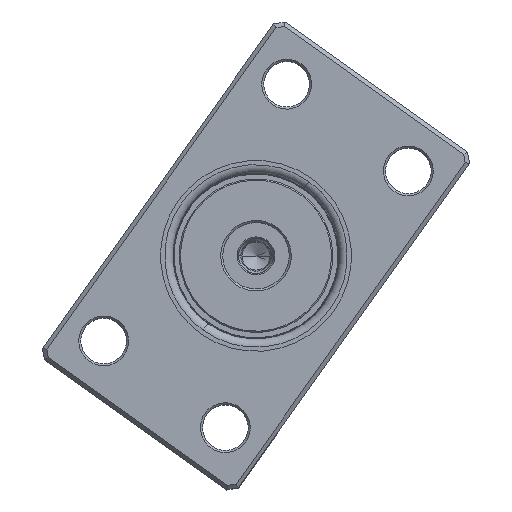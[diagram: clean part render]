
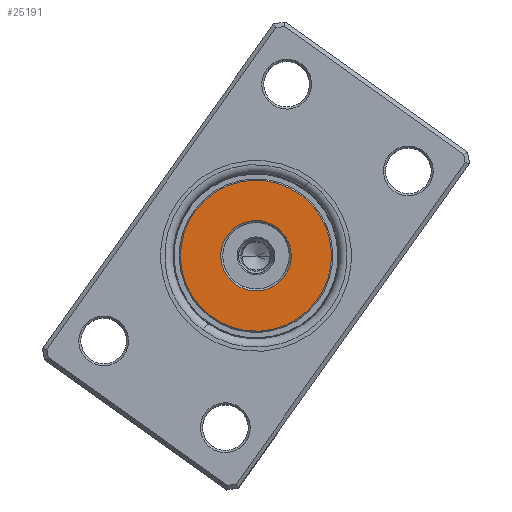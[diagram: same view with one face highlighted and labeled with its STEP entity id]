
A CAD part, top view. The second image highlights one B-rep face of the part: STEP entity #25191.
In plain terms, the highlighted face is planar.
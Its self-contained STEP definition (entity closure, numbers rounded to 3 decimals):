
#1035 = FACE_BOUND ( 'NONE', #19175, .T. ) ;
#1305 = CARTESIAN_POINT ( 'NONE',  ( 0., 0., 0. ) ) ;
#5445 = DIRECTION ( 'NONE',  ( 0., 0., 1. ) ) ;
#6735 = EDGE_CURVE ( 'NONE', #39139, #45771, #14942, .T. ) ;
#7030 = CARTESIAN_POINT ( 'NONE',  ( 0., 0., 0. ) ) ;
#7891 = EDGE_LOOP ( 'NONE', ( #11427, #11834 ) ) ;
#9540 = ORIENTED_EDGE ( 'NONE', *, *, #6735, .T. ) ;
#11427 = ORIENTED_EDGE ( 'NONE', *, *, #44857, .T. ) ;
#11834 = ORIENTED_EDGE ( 'NONE', *, *, #41413, .T. ) ;
#13857 = CARTESIAN_POINT ( 'NONE',  ( 0., 0., 0. ) ) ;
#14942 = CIRCLE ( 'NONE', #21363, 8.5 ) ;
#15410 = DIRECTION ( 'NONE',  ( 0., 0., -1. ) ) ;
#17953 = DIRECTION ( 'NONE',  ( 1., 0., 0. ) ) ;
#19053 = AXIS2_PLACEMENT_3D ( 'NONE', #7030, #48660, #23959 ) ;
#19175 = EDGE_LOOP ( 'NONE', ( #9540, #43425 ) ) ;
#19680 = CARTESIAN_POINT ( 'NONE',  ( 18.2, 0., 0. ) ) ;
#20060 = CIRCLE ( 'NONE', #37454, 18.2 ) ;
#20327 = FACE_OUTER_BOUND ( 'NONE', #7891, .T. ) ;
#21363 = AXIS2_PLACEMENT_3D ( 'NONE', #13857, #50643, #34045 ) ;
#22371 = DIRECTION ( 'NONE',  ( 1., 0., 0. ) ) ;
#23105 = AXIS2_PLACEMENT_3D ( 'NONE', #1305, #5445, #22371 ) ;
#23518 = CARTESIAN_POINT ( 'NONE',  ( 0., 0., 0. ) ) ;
#23959 = DIRECTION ( 'NONE',  ( 1., 0., 0. ) ) ;
#24055 = DIRECTION ( 'NONE',  ( 1., 0., 0. ) ) ;
#24885 = VERTEX_POINT ( 'NONE', #19680 ) ;
#25191 = ADVANCED_FACE ( 'NONE', ( #20327, #1035 ), #25999, .F. ) ;
#25999 = PLANE ( 'NONE',  #23105 ) ;
#26267 = CARTESIAN_POINT ( 'NONE',  ( -8.5, 0., 0. ) ) ;
#34007 = DIRECTION ( 'NONE',  ( 0., 0., 1. ) ) ;
#34045 = DIRECTION ( 'NONE',  ( 1., 0., 0. ) ) ;
#36309 = CIRCLE ( 'NONE', #19053, 18.2 ) ;
#36554 = CARTESIAN_POINT ( 'NONE',  ( 8.5, 0., 0. ) ) ;
#36709 = CARTESIAN_POINT ( 'NONE',  ( -18.2, 0., 0. ) ) ;
#37454 = AXIS2_PLACEMENT_3D ( 'NONE', #23518, #15410, #24055 ) ;
#38133 = CARTESIAN_POINT ( 'NONE',  ( 0., 0., 0. ) ) ;
#39139 = VERTEX_POINT ( 'NONE', #26267 ) ;
#39514 = AXIS2_PLACEMENT_3D ( 'NONE', #38133, #34007, #17953 ) ;
#41413 = EDGE_CURVE ( 'NONE', #47809, #24885, #36309, .T. ) ;
#43425 = ORIENTED_EDGE ( 'NONE', *, *, #46802, .T. ) ;
#44857 = EDGE_CURVE ( 'NONE', #24885, #47809, #20060, .T. ) ;
#45771 = VERTEX_POINT ( 'NONE', #36554 ) ;
#46802 = EDGE_CURVE ( 'NONE', #45771, #39139, #48446, .T. ) ;
#47809 = VERTEX_POINT ( 'NONE', #36709 ) ;
#48446 = CIRCLE ( 'NONE', #39514, 8.5 ) ;
#48660 = DIRECTION ( 'NONE',  ( 0., 0., -1. ) ) ;
#50643 = DIRECTION ( 'NONE',  ( 0., 0., 1. ) ) ;
